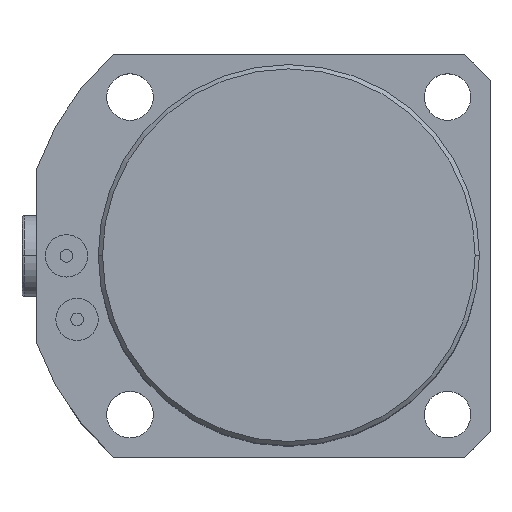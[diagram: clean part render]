
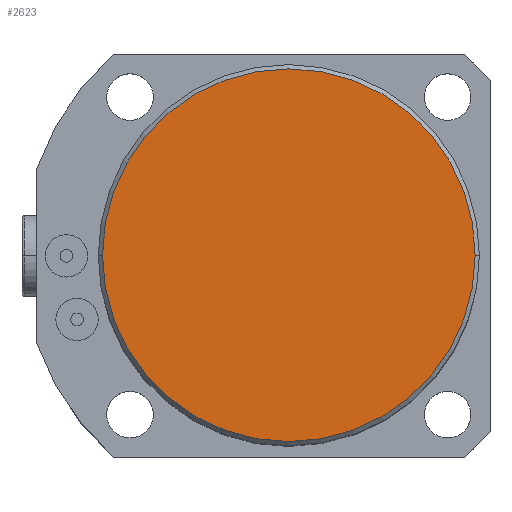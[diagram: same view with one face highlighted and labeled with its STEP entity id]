
A CAD part, top view. The second image highlights one B-rep face of the part: STEP entity #2623.
In plain terms, the highlighted planar face has unit normal (0, 0, 1).
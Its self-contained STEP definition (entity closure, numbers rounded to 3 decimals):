
#206 = EDGE_CURVE ( 'NONE', #641, #2844, #2059, .T. ) ;
#320 = EDGE_CURVE ( 'NONE', #2844, #641, #1898, .T. ) ;
#625 = EDGE_LOOP ( 'NONE', ( #2347, #2364 ) ) ;
#641 = VERTEX_POINT ( 'NONE', #3300 ) ;
#803 = DIRECTION ( 'NONE',  ( 1., 0., 0. ) ) ;
#804 = DIRECTION ( 'NONE',  ( 0., 0., 1. ) ) ;
#805 = CARTESIAN_POINT ( 'NONE',  ( 0., 0., 128. ) ) ;
#1488 = DIRECTION ( 'NONE',  ( 1., 0., 0. ) ) ;
#1489 = DIRECTION ( 'NONE',  ( 0., 0., 1. ) ) ;
#1490 = CARTESIAN_POINT ( 'NONE',  ( 0., 0., 128. ) ) ;
#1832 = FACE_OUTER_BOUND ( 'NONE', #625, .T. ) ;
#1898 = CIRCLE ( 'NONE', #2681, 44. ) ;
#2059 = CIRCLE ( 'NONE', #2732, 44. ) ;
#2347 = ORIENTED_EDGE ( 'NONE', *, *, #320, .T. ) ;
#2364 = ORIENTED_EDGE ( 'NONE', *, *, #206, .T. ) ;
#2623 = ADVANCED_FACE ( 'NONE', ( #1832 ), #3483, .T. ) ;
#2681 = AXIS2_PLACEMENT_3D ( 'NONE', #805, #804, #803 ) ;
#2732 = AXIS2_PLACEMENT_3D ( 'NONE', #1490, #1489, #1488 ) ;
#2844 = VERTEX_POINT ( 'NONE', #3459 ) ;
#2883 = AXIS2_PLACEMENT_3D ( 'NONE', #3687, #3667, #3668 ) ;
#3300 = CARTESIAN_POINT ( 'NONE',  ( 44., 0., 128. ) ) ;
#3459 = CARTESIAN_POINT ( 'NONE',  ( -44., 0., 128. ) ) ;
#3483 = PLANE ( 'NONE',  #2883 ) ;
#3667 = DIRECTION ( 'NONE',  ( 0., 0., 1. ) ) ;
#3668 = DIRECTION ( 'NONE',  ( 1., 0., 0. ) ) ;
#3687 = CARTESIAN_POINT ( 'NONE',  ( 0., 0., 128. ) ) ;
